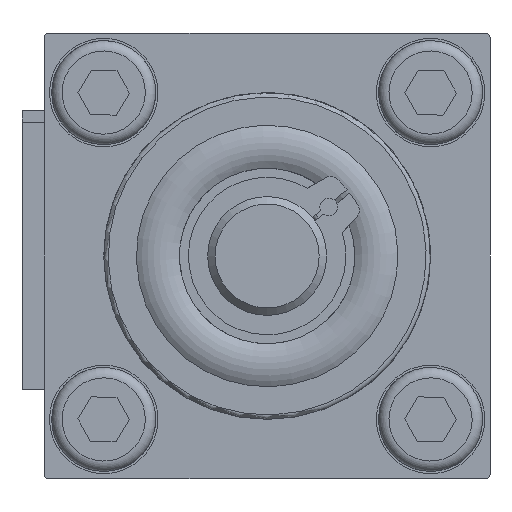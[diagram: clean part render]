
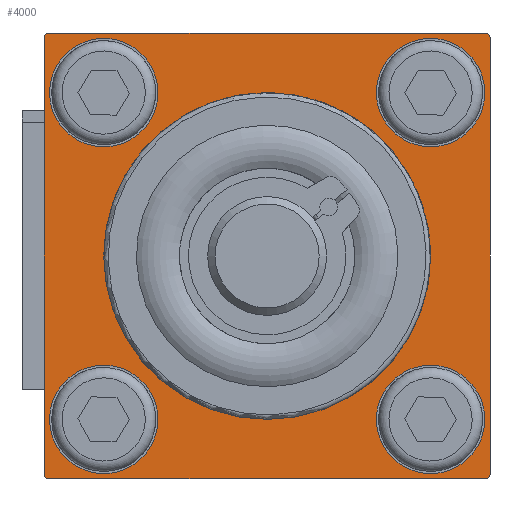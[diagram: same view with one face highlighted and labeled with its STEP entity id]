
A CAD part, front view. The second image highlights one B-rep face of the part: STEP entity #4000.
In plain terms, the highlighted planar face has unit normal (0, -1, 0).
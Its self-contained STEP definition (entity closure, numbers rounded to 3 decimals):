
#165=LINE('',#5412,#345);
#167=LINE('',#5420,#347);
#173=LINE('',#5436,#353);
#175=LINE('',#5444,#355);
#345=VECTOR('',#4561,1000.);
#347=VECTOR('',#4571,1000.);
#353=VECTOR('',#4585,1000.);
#355=VECTOR('',#4595,1000.);
#599=ORIENTED_EDGE('',*,*,#1268,.T.);
#600=ORIENTED_EDGE('',*,*,#1269,.T.);
#601=ORIENTED_EDGE('',*,*,#1252,.F.);
#602=ORIENTED_EDGE('',*,*,#1255,.T.);
#603=ORIENTED_EDGE('',*,*,#1256,.F.);
#604=ORIENTED_EDGE('',*,*,#1236,.T.);
#605=ORIENTED_EDGE('',*,*,#1240,.F.);
#606=ORIENTED_EDGE('',*,*,#1243,.T.);
#607=ORIENTED_EDGE('',*,*,#1244,.F.);
#608=ORIENTED_EDGE('',*,*,#1249,.T.);
#609=ORIENTED_EDGE('',*,*,#1270,.T.);
#610=ORIENTED_EDGE('',*,*,#1271,.T.);
#611=ORIENTED_EDGE('',*,*,#1272,.T.);
#1236=EDGE_CURVE('',#1586,#1585,#1828,.F.);
#1240=EDGE_CURVE('',#1588,#1585,#165,.T.);
#1243=EDGE_CURVE('',#1588,#1590,#1830,.F.);
#1244=EDGE_CURVE('',#1591,#1590,#167,.T.);
#1249=EDGE_CURVE('',#1591,#1594,#1832,.F.);
#1252=EDGE_CURVE('',#1596,#1594,#173,.T.);
#1255=EDGE_CURVE('',#1596,#1598,#1834,.F.);
#1256=EDGE_CURVE('',#1586,#1598,#175,.T.);
#1268=EDGE_CURVE('',#1609,#1609,#1845,.T.);
#1269=EDGE_CURVE('',#1610,#1610,#1846,.T.);
#1270=EDGE_CURVE('',#1611,#1611,#1847,.T.);
#1271=EDGE_CURVE('',#1612,#1612,#1848,.T.);
#1272=EDGE_CURVE('',#1613,#1613,#1849,.T.);
#1585=VERTEX_POINT('',#5403);
#1586=VERTEX_POINT('',#5405);
#1588=VERTEX_POINT('',#5411);
#1590=VERTEX_POINT('',#5417);
#1591=VERTEX_POINT('',#5421);
#1594=VERTEX_POINT('',#5429);
#1596=VERTEX_POINT('',#5435);
#1598=VERTEX_POINT('',#5441);
#1609=VERTEX_POINT('',#5474);
#1610=VERTEX_POINT('',#5476);
#1611=VERTEX_POINT('',#5478);
#1612=VERTEX_POINT('',#5480);
#1613=VERTEX_POINT('',#5482);
#1828=CIRCLE('',#4185,0.3);
#1830=CIRCLE('',#4189,0.3);
#1832=CIRCLE('',#4193,0.3);
#1834=CIRCLE('',#4197,0.3);
#1845=CIRCLE('',#4216,3.65);
#1846=CIRCLE('',#4217,3.65);
#1847=CIRCLE('',#4218,3.65);
#1848=CIRCLE('',#4219,3.65);
#1849=CIRCLE('',#4220,11.);
#2005=EDGE_LOOP('',(#599));
#2006=EDGE_LOOP('',(#600));
#2007=EDGE_LOOP('',(#601,#602,#603,#604,#605,#606,#607,#608));
#2008=EDGE_LOOP('',(#609));
#2009=EDGE_LOOP('',(#610));
#2010=EDGE_LOOP('',(#611));
#2298=FACE_BOUND('',#2005,.T.);
#2299=FACE_BOUND('',#2006,.T.);
#2300=FACE_BOUND('',#2007,.T.);
#2301=FACE_BOUND('',#2008,.T.);
#2302=FACE_BOUND('',#2009,.T.);
#2303=FACE_BOUND('',#2010,.T.);
#2567=PLANE('',#4215);
#4000=ADVANCED_FACE('',(#2298,#2299,#2300,#2301,#2302,#2303),#2567,.F.);
#4185=AXIS2_PLACEMENT_3D('',#5404,#4554,#4555);
#4189=AXIS2_PLACEMENT_3D('',#5418,#4567,#4568);
#4193=AXIS2_PLACEMENT_3D('',#5430,#4579,#4580);
#4197=AXIS2_PLACEMENT_3D('',#5442,#4591,#4592);
#4215=AXIS2_PLACEMENT_3D('',#5472,#4629,#4630);
#4216=AXIS2_PLACEMENT_3D('',#5473,#4631,#4632);
#4217=AXIS2_PLACEMENT_3D('',#5475,#4633,#4634);
#4218=AXIS2_PLACEMENT_3D('',#5477,#4635,#4636);
#4219=AXIS2_PLACEMENT_3D('',#5479,#4637,#4638);
#4220=AXIS2_PLACEMENT_3D('',#5481,#4639,#4640);
#4554=DIRECTION('',(0.,1.,0.));
#4555=DIRECTION('',(0.,0.,1.));
#4561=DIRECTION('',(-1.,0.,0.));
#4567=DIRECTION('',(0.,1.,0.));
#4568=DIRECTION('',(0.,0.,1.));
#4571=DIRECTION('',(0.,0.,-1.));
#4579=DIRECTION('',(0.,1.,0.));
#4580=DIRECTION('',(0.,0.,1.));
#4585=DIRECTION('',(1.,0.,0.));
#4591=DIRECTION('',(0.,1.,0.));
#4592=DIRECTION('',(0.,0.,1.));
#4595=DIRECTION('',(0.,0.,1.));
#4629=DIRECTION('',(0.,1.,0.));
#4630=DIRECTION('',(0.,0.,1.));
#4631=DIRECTION('',(0.,1.,0.));
#4632=DIRECTION('',(0.,0.,-1.));
#4633=DIRECTION('',(0.,1.,0.));
#4634=DIRECTION('',(0.,0.,-1.));
#4635=DIRECTION('',(0.,1.,0.));
#4636=DIRECTION('',(0.,0.,-1.));
#4637=DIRECTION('',(0.,1.,0.));
#4638=DIRECTION('',(0.,0.,-1.));
#4639=DIRECTION('',(0.,1.,0.));
#4640=DIRECTION('',(1.,0.,0.));
#5403=CARTESIAN_POINT('',(-14.7,-20.,-15.));
#5404=CARTESIAN_POINT('',(-14.7,-20.,-14.7));
#5405=CARTESIAN_POINT('',(-15.,-20.,-14.7));
#5411=CARTESIAN_POINT('',(14.7,-20.,-15.));
#5412=CARTESIAN_POINT('',(15.,-20.,-15.));
#5417=CARTESIAN_POINT('',(15.,-20.,-14.7));
#5418=CARTESIAN_POINT('',(14.7,-20.,-14.7));
#5420=CARTESIAN_POINT('',(15.,-20.,15.));
#5421=CARTESIAN_POINT('',(15.,-20.,14.7));
#5429=CARTESIAN_POINT('',(14.7,-20.,15.));
#5430=CARTESIAN_POINT('',(14.7,-20.,14.7));
#5435=CARTESIAN_POINT('',(-14.7,-20.,15.));
#5436=CARTESIAN_POINT('',(-15.,-20.,15.));
#5441=CARTESIAN_POINT('',(-15.,-20.,14.7));
#5442=CARTESIAN_POINT('',(-14.7,-20.,14.7));
#5444=CARTESIAN_POINT('',(-15.,-20.,-15.));
#5472=CARTESIAN_POINT('',(0.,-20.,0.));
#5473=CARTESIAN_POINT('',(-11.,-20.,11.));
#5474=CARTESIAN_POINT('',(-11.,-20.,7.35));
#5475=CARTESIAN_POINT('',(11.,-20.,11.));
#5476=CARTESIAN_POINT('',(11.,-20.,7.35));
#5477=CARTESIAN_POINT('',(-11.,-20.,-11.));
#5478=CARTESIAN_POINT('',(-11.,-20.,-14.65));
#5479=CARTESIAN_POINT('',(11.,-20.,-11.));
#5480=CARTESIAN_POINT('',(11.,-20.,-14.65));
#5481=CARTESIAN_POINT('',(0.,-20.,0.));
#5482=CARTESIAN_POINT('',(11.,-20.,0.));
